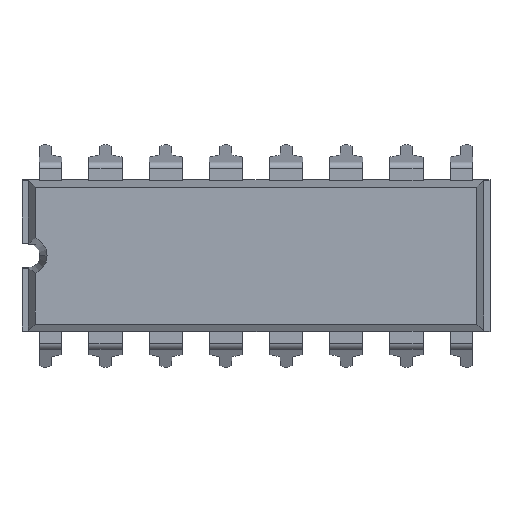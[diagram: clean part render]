
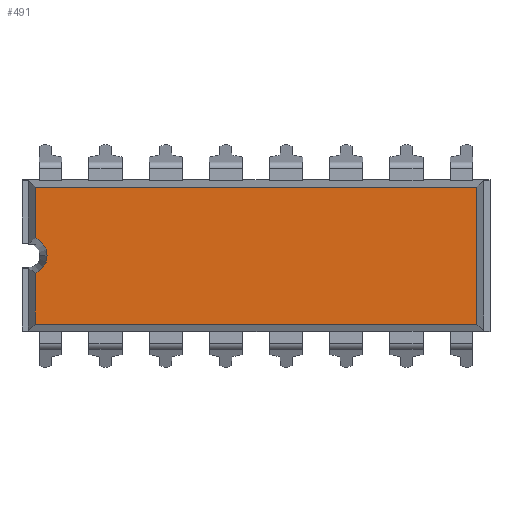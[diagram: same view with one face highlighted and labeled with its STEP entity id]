
A CAD part, top view. The second image highlights one B-rep face of the part: STEP entity #491.
In plain terms, the highlighted planar face has unit normal (0, 0, 1).
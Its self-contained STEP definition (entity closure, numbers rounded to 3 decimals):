
#35 = EDGE_CURVE ( 'NONE', #10092, #6993, #8958, .T. ) ;
#147 = DIRECTION ( 'NONE',  ( -1., 0., 0. ) ) ;
#491 = ADVANCED_FACE ( 'NONE', ( #10867 ), #4667, .T. ) ;
#1204 = LINE ( 'NONE', #5408, #8336 ) ;
#1916 = VECTOR ( 'NONE', #147, 1000. ) ;
#1988 = CARTESIAN_POINT ( 'NONE',  ( -0.735, 7.017, 4.15 ) ) ;
#2097 = DIRECTION ( 'NONE',  ( 0., -1., 0. ) ) ;
#2198 = ORIENTED_EDGE ( 'NONE', *, *, #35, .T. ) ;
#2351 = EDGE_CURVE ( 'NONE', #11028, #12044, #9288, .T. ) ;
#2782 = DIRECTION ( 'NONE',  ( 0., -1., 0. ) ) ;
#3303 = AXIS2_PLACEMENT_3D ( 'NONE', #11115, #12041, #6491 ) ;
#3491 = VERTEX_POINT ( 'NONE', #10958 ) ;
#3830 = CARTESIAN_POINT ( 'NONE',  ( -0.735, 4.126, 4.15 ) ) ;
#4002 = CIRCLE ( 'NONE', #5640, 0.809 ) ;
#4648 = CARTESIAN_POINT ( 'NONE',  ( -0.426, 4.873, 4.15 ) ) ;
#4667 = PLANE ( 'NONE',  #3303 ) ;
#4693 = EDGE_CURVE ( 'NONE', #3491, #9064, #1204, .T. ) ;
#4752 = DIRECTION ( 'NONE',  ( 1., 0., 0. ) ) ;
#4857 = EDGE_CURVE ( 'NONE', #9064, #11028, #6446, .T. ) ;
#5157 = DIRECTION ( 'NONE',  ( 0., 0., -1. ) ) ;
#5367 = EDGE_CURVE ( 'NONE', #6993, #6202, #4002, .T. ) ;
#5408 = CARTESIAN_POINT ( 'NONE',  ( 18.515, 1.235, 4.15 ) ) ;
#5640 = AXIS2_PLACEMENT_3D ( 'NONE', #3830, #10269, #4752 ) ;
#6202 = VERTEX_POINT ( 'NONE', #9232 ) ;
#6323 = DIRECTION ( 'NONE',  ( 1., 0., 0. ) ) ;
#6446 = LINE ( 'NONE', #12071, #8624 ) ;
#6491 = DIRECTION ( 'NONE',  ( 1., 0., 0. ) ) ;
#6620 = LINE ( 'NONE', #8291, #11558 ) ;
#6643 = CARTESIAN_POINT ( 'NONE',  ( 0.074, 4.126, 4.15 ) ) ;
#6976 = CARTESIAN_POINT ( 'NONE',  ( -0.735, 4.126, 4.15 ) ) ;
#6993 = VERTEX_POINT ( 'NONE', #6643 ) ;
#7073 = VECTOR ( 'NONE', #2097, 1000. ) ;
#7390 = ORIENTED_EDGE ( 'NONE', *, *, #5367, .T. ) ;
#7505 = CARTESIAN_POINT ( 'NONE',  ( -0.426, 7.017, 4.15 ) ) ;
#7510 = DIRECTION ( 'NONE',  ( 0., 1., 0. ) ) ;
#7697 = CARTESIAN_POINT ( 'NONE',  ( 18.206, 7.017, 4.15 ) ) ;
#7811 = ORIENTED_EDGE ( 'NONE', *, *, #9172, .T. ) ;
#7876 = ORIENTED_EDGE ( 'NONE', *, *, #2351, .T. ) ;
#7911 = ORIENTED_EDGE ( 'NONE', *, *, #11932, .T. ) ;
#8291 = CARTESIAN_POINT ( 'NONE',  ( -0.426, 0.926, 4.15 ) ) ;
#8336 = VECTOR ( 'NONE', #6323, 1000. ) ;
#8624 = VECTOR ( 'NONE', #7510, 1000. ) ;
#8626 = ORIENTED_EDGE ( 'NONE', *, *, #4693, .T. ) ;
#8958 = CIRCLE ( 'NONE', #11859, 0.809 ) ;
#9064 = VERTEX_POINT ( 'NONE', #11210 ) ;
#9172 = EDGE_CURVE ( 'NONE', #12044, #10092, #9538, .T. ) ;
#9232 = CARTESIAN_POINT ( 'NONE',  ( -0.426, 3.379, 4.15 ) ) ;
#9288 = LINE ( 'NONE', #1988, #1916 ) ;
#9538 = LINE ( 'NONE', #10393, #7073 ) ;
#10092 = VERTEX_POINT ( 'NONE', #4648 ) ;
#10269 = DIRECTION ( 'NONE',  ( 0., 0., -1. ) ) ;
#10301 = ORIENTED_EDGE ( 'NONE', *, *, #4857, .T. ) ;
#10393 = CARTESIAN_POINT ( 'NONE',  ( -0.426, 4.626, 4.15 ) ) ;
#10867 = FACE_OUTER_BOUND ( 'NONE', #11792, .T. ) ;
#10958 = CARTESIAN_POINT ( 'NONE',  ( -0.426, 1.235, 4.15 ) ) ;
#11028 = VERTEX_POINT ( 'NONE', #7697 ) ;
#11115 = CARTESIAN_POINT ( 'NONE',  ( 8.89, 4.126, 4.15 ) ) ;
#11210 = CARTESIAN_POINT ( 'NONE',  ( 18.206, 1.235, 4.15 ) ) ;
#11558 = VECTOR ( 'NONE', #2782, 1000. ) ;
#11625 = DIRECTION ( 'NONE',  ( 1., 0., 0. ) ) ;
#11792 = EDGE_LOOP ( 'NONE', ( #7811, #2198, #7390, #7911, #8626, #10301, #7876 ) ) ;
#11859 = AXIS2_PLACEMENT_3D ( 'NONE', #6976, #5157, #11625 ) ;
#11932 = EDGE_CURVE ( 'NONE', #6202, #3491, #6620, .T. ) ;
#12041 = DIRECTION ( 'NONE',  ( 0., 0., 1. ) ) ;
#12044 = VERTEX_POINT ( 'NONE', #7505 ) ;
#12071 = CARTESIAN_POINT ( 'NONE',  ( 18.206, 7.326, 4.15 ) ) ;
